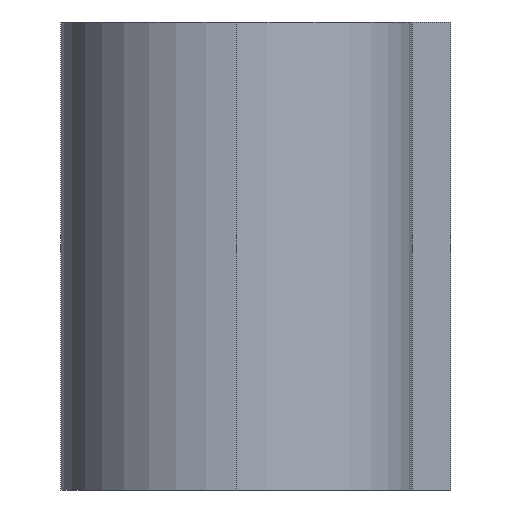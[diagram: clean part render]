
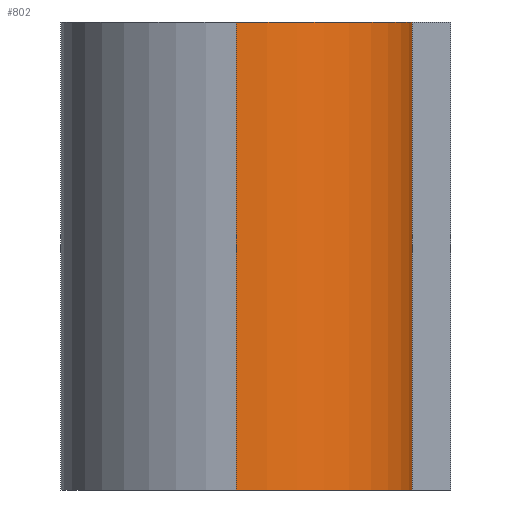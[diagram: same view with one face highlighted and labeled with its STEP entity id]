
A CAD part, left-side view. The second image highlights one B-rep face of the part: STEP entity #802.
In plain terms, the highlighted cylindrical face has radius 4.5 mm (diameter 9 mm), a partial arc.
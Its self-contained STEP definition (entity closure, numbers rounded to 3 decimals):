
#12 = DIRECTION ( 'NONE',  ( -1., 0., 0. ) ) ;
#26 = VECTOR ( 'NONE', #714, 1000. ) ;
#45 = VERTEX_POINT ( 'NONE', #95 ) ;
#63 = LINE ( 'NONE', #515, #26 ) ;
#80 = VERTEX_POINT ( 'NONE', #289 ) ;
#85 = CARTESIAN_POINT ( 'NONE',  ( -4.5, 4., 6. ) ) ;
#95 = CARTESIAN_POINT ( 'NONE',  ( 0., -0.5, -6. ) ) ;
#139 = CYLINDRICAL_SURFACE ( 'NONE', #655, 4.5 ) ;
#145 = DIRECTION ( 'NONE',  ( 0., 0., 1. ) ) ;
#159 = EDGE_CURVE ( 'NONE', #419, #80, #596, .T. ) ;
#240 = ORIENTED_EDGE ( 'NONE', *, *, #159, .F. ) ;
#279 = DIRECTION ( 'NONE',  ( 0., 0., -1. ) ) ;
#281 = CARTESIAN_POINT ( 'NONE',  ( 0., 4., 6. ) ) ;
#289 = CARTESIAN_POINT ( 'NONE',  ( 0., -0.5, 6. ) ) ;
#342 = ORIENTED_EDGE ( 'NONE', *, *, #477, .T. ) ;
#374 = EDGE_LOOP ( 'NONE', ( #240, #342, #595, #682 ) ) ;
#411 = DIRECTION ( 'NONE',  ( -1., 0., 0. ) ) ;
#414 = AXIS2_PLACEMENT_3D ( 'NONE', #571, #710, #837 ) ;
#419 = VERTEX_POINT ( 'NONE', #671 ) ;
#467 = CARTESIAN_POINT ( 'NONE',  ( 0., 4., 6. ) ) ;
#477 = EDGE_CURVE ( 'NONE', #419, #843, #616, .T. ) ;
#499 = CIRCLE ( 'NONE', #414, 4.5 ) ;
#515 = CARTESIAN_POINT ( 'NONE',  ( 0., -0.5, 6. ) ) ;
#565 = AXIS2_PLACEMENT_3D ( 'NONE', #281, #145, #411 ) ;
#571 = CARTESIAN_POINT ( 'NONE',  ( 0., 4., -6. ) ) ;
#595 = ORIENTED_EDGE ( 'NONE', *, *, #613, .T. ) ;
#596 = CIRCLE ( 'NONE', #565, 4.5 ) ;
#613 = EDGE_CURVE ( 'NONE', #843, #45, #499, .T. ) ;
#614 = CARTESIAN_POINT ( 'NONE',  ( -4.5, 4., -6. ) ) ;
#616 = LINE ( 'NONE', #85, #781 ) ;
#655 = AXIS2_PLACEMENT_3D ( 'NONE', #467, #739, #12 ) ;
#671 = CARTESIAN_POINT ( 'NONE',  ( -4.5, 4., 6. ) ) ;
#682 = ORIENTED_EDGE ( 'NONE', *, *, #707, .F. ) ;
#683 = FACE_OUTER_BOUND ( 'NONE', #374, .T. ) ;
#707 = EDGE_CURVE ( 'NONE', #80, #45, #63, .T. ) ;
#710 = DIRECTION ( 'NONE',  ( 0., 0., 1. ) ) ;
#714 = DIRECTION ( 'NONE',  ( 0., 0., -1. ) ) ;
#739 = DIRECTION ( 'NONE',  ( 0., 0., -1. ) ) ;
#781 = VECTOR ( 'NONE', #279, 1000. ) ;
#802 = ADVANCED_FACE ( 'NONE', ( #683 ), #139, .T. ) ;
#837 = DIRECTION ( 'NONE',  ( -1., 0., 0. ) ) ;
#843 = VERTEX_POINT ( 'NONE', #614 ) ;
